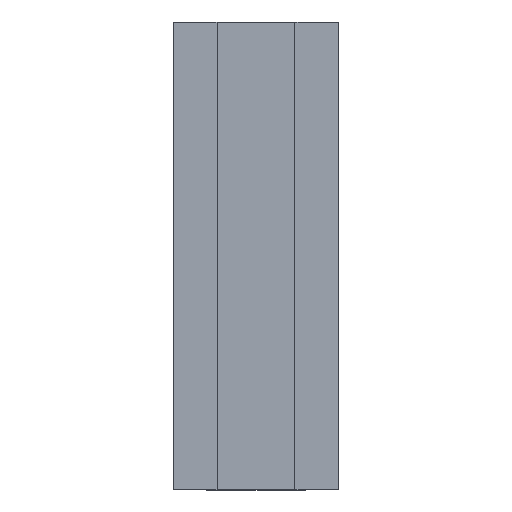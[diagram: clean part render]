
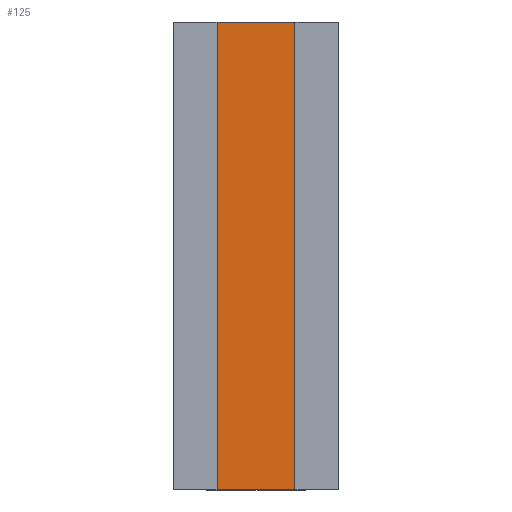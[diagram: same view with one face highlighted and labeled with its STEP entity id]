
A CAD part, top view. The second image highlights one B-rep face of the part: STEP entity #125.
In plain terms, the highlighted planar face has unit normal (0, 0, 1).
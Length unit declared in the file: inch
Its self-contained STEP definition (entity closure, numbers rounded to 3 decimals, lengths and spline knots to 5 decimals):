
#65=CARTESIAN_POINT('',(10.23566,1.71569,-0.235));
#66=VERTEX_POINT('',#65);
#73=CARTESIAN_POINT('',(10.23566,7.71569,-0.235));
#74=VERTEX_POINT('',#73);
#75=CARTESIAN_POINT('',(10.23566,4.71569,-0.235));
#76=DIRECTION('',(0.,-1.,0.));
#77=VECTOR('',#76,1.);
#78=LINE('',#75,#77);
#79=EDGE_CURVE('',#74,#66,#78,.T.);
#95=ORIENTED_EDGE('',*,*,#79,.T.);
#96=CARTESIAN_POINT('',(11.23516,1.71569,-0.235));
#97=VERTEX_POINT('',#96);
#98=CARTESIAN_POINT('',(11.23516,1.71569,-0.235));
#99=DIRECTION('',(1.,0.,0.));
#100=VECTOR('',#99,1.);
#101=LINE('',#98,#100);
#102=EDGE_CURVE('',#66,#97,#101,.T.);
#103=ORIENTED_EDGE('',*,*,#102,.T.);
#104=CARTESIAN_POINT('',(11.23516,7.71569,-0.235));
#105=VERTEX_POINT('',#104);
#106=CARTESIAN_POINT('',(11.23516,4.71569,-0.235));
#107=DIRECTION('',(0.,-1.,0.));
#108=VECTOR('',#107,1.);
#109=LINE('',#106,#108);
#110=EDGE_CURVE('',#105,#97,#109,.T.);
#111=ORIENTED_EDGE('',*,*,#110,.F.);
#112=CARTESIAN_POINT('',(11.23516,7.71569,-0.235));
#113=DIRECTION('',(-1.,0.,0.));
#114=VECTOR('',#113,1.);
#115=LINE('',#112,#114);
#116=EDGE_CURVE('',#105,#74,#115,.T.);
#117=ORIENTED_EDGE('',*,*,#116,.T.);
#118=EDGE_LOOP('',(#95,#103,#111,#117));
#119=FACE_OUTER_BOUND('',#118,.T.);
#120=CARTESIAN_POINT('',(10.73541,4.71569,-0.235));
#121=DIRECTION('',(0.,0.,1.));
#122=DIRECTION('',(-1.,0.,0.));
#123=AXIS2_PLACEMENT_3D('',#120,#121,#122);
#124=PLANE('',#123);
#125=ADVANCED_FACE('',(#119),#124,.T.);
